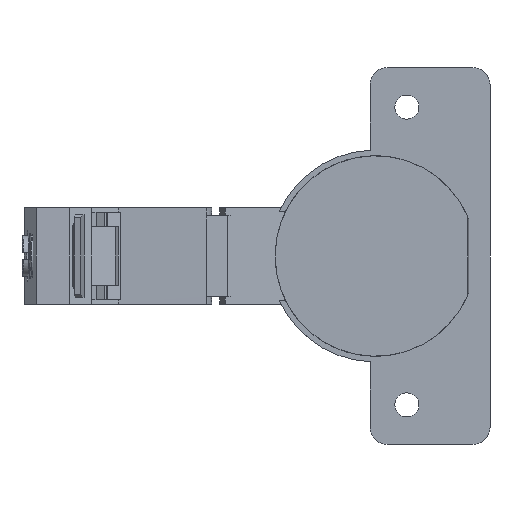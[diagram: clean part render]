
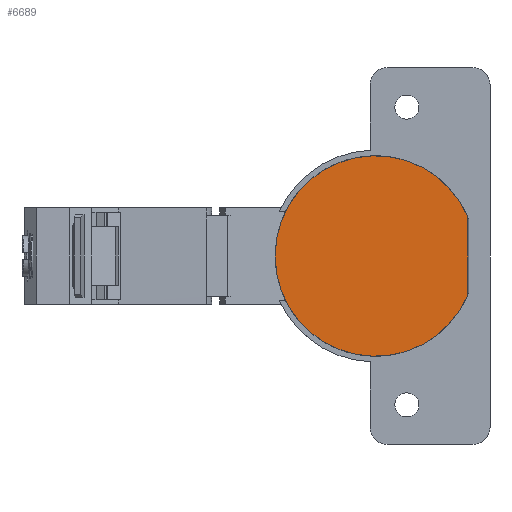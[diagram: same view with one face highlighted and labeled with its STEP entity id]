
A CAD part, left-side view. The second image highlights one B-rep face of the part: STEP entity #6689.
In plain terms, the highlighted planar face has unit normal (-1, 0, 0).
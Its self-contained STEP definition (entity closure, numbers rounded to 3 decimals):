
#1357=CARTESIAN_POINT('',(-10.9,-59.303,-6.836));
#1952=DIRECTION('',(0.,0.,1.));
#1953=VECTOR('',#1952,13.671);
#1954=CARTESIAN_POINT('',(-10.9,-59.303,-6.836));
#1955=LINE('',#1954,#1953);
#1956=CARTESIAN_POINT('',(-10.9,-59.303,6.836));
#1962=CARTESIAN_POINT('',(-10.9,-43.193,0.));
#1963=DIRECTION('',(1.,0.,0.));
#1964=DIRECTION('',(0.,-0.921,-0.391));
#1965=AXIS2_PLACEMENT_3D('',#1962,#1963,#1964);
#4417=VERTEX_POINT('',#1956);
#4419=VERTEX_POINT('',#1357);
#6680=CARTESIAN_POINT('',(-10.9,-43.193,0.));
#6681=DIRECTION('',(-1.,0.,0.));
#6682=DIRECTION('',(0.,0.,-1.));
#6683=AXIS2_PLACEMENT_3D('',#6680,#6681,#6682);
#6684=PLANE('',#6683);
#6685=ORIENTED_EDGE('',*,*,#5916,.T.);
#6686=ORIENTED_EDGE('',*,*,#6674,.F.);
#6687=EDGE_LOOP('',(#6685,#6686));
#6688=FACE_OUTER_BOUND('',#6687,.F.);
#1966=CIRCLE('',#1965,17.5);
#5916=EDGE_CURVE('',#4419,#4417,#1966,.T.);
#6674=EDGE_CURVE('',#4419,#4417,#1955,.T.);
#6689=ADVANCED_FACE('',(#6688),#6684,.T.);
